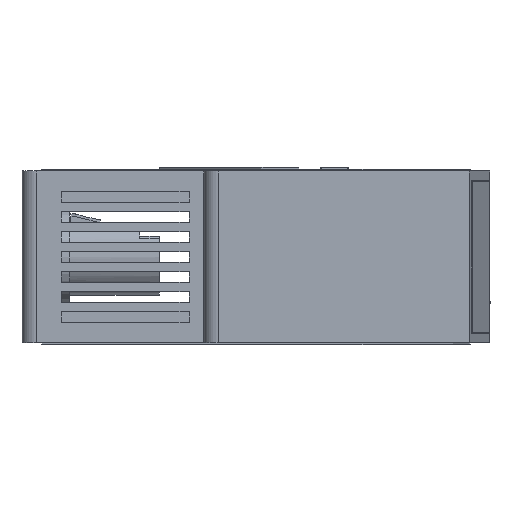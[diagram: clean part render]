
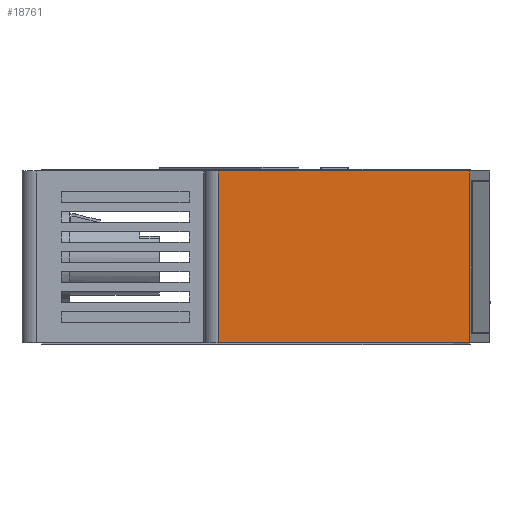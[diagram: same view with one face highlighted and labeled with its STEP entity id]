
A CAD part, left-side view. The second image highlights one B-rep face of the part: STEP entity #18761.
In plain terms, the highlighted planar face has unit normal (-1, 0, 0).
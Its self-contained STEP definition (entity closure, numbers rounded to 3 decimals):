
#598=FACE_OUTER_BOUND('',#1638,.T.);
#1638=EDGE_LOOP('',(#12675,#12676,#12677,#12678));
#2928=LINE('',#26421,#5317);
#3017=LINE('',#26612,#5406);
#3222=LINE('',#27035,#5611);
#3223=LINE('',#27037,#5612);
#5317=VECTOR('',#21302,1.);
#5406=VECTOR('',#21445,1.);
#5611=VECTOR('',#21826,1.);
#5612=VECTOR('',#21829,1.);
#7746=VERTEX_POINT('',#26418);
#7747=VERTEX_POINT('',#26420);
#7821=VERTEX_POINT('',#26609);
#7822=VERTEX_POINT('',#26611);
#9453=EDGE_CURVE('',#7747,#7746,#2928,.T.);
#9550=EDGE_CURVE('',#7821,#7822,#3017,.T.);
#9765=EDGE_CURVE('',#7747,#7821,#3222,.T.);
#9766=EDGE_CURVE('',#7746,#7822,#3223,.T.);
#12675=ORIENTED_EDGE('',*,*,#9766,.T.);
#12676=ORIENTED_EDGE('',*,*,#9550,.F.);
#12677=ORIENTED_EDGE('',*,*,#9765,.F.);
#12678=ORIENTED_EDGE('',*,*,#9453,.T.);
#16971=PLANE('',#19780);
#18761=ADVANCED_FACE('',(#598),#16971,.T.);
#19780=AXIS2_PLACEMENT_3D('',#27036,#21827,#21828);
#21302=DIRECTION('',(0.,-1.,0.));
#21445=DIRECTION('',(0.,-1.,0.));
#21826=DIRECTION('',(0.,0.,1.));
#21827=DIRECTION('center_axis',(-1.,0.,0.));
#21828=DIRECTION('ref_axis',(0.,1.,0.));
#21829=DIRECTION('',(0.,0.,1.));
#26418=CARTESIAN_POINT('',(-60.5,22.48,13.491));
#26420=CARTESIAN_POINT('',(-60.5,48.335,13.491));
#26421=CARTESIAN_POINT('',(-60.5,24.744,13.491));
#26609=CARTESIAN_POINT('',(-60.5,48.335,31.197));
#26611=CARTESIAN_POINT('',(-60.5,22.48,31.197));
#26612=CARTESIAN_POINT('',(-60.5,24.744,31.197));
#27035=CARTESIAN_POINT('',(-60.5,48.335,13.743));
#27036=CARTESIAN_POINT('Origin',(-60.5,48.335,13.743));
#27037=CARTESIAN_POINT('',(-60.5,22.48,13.743));
